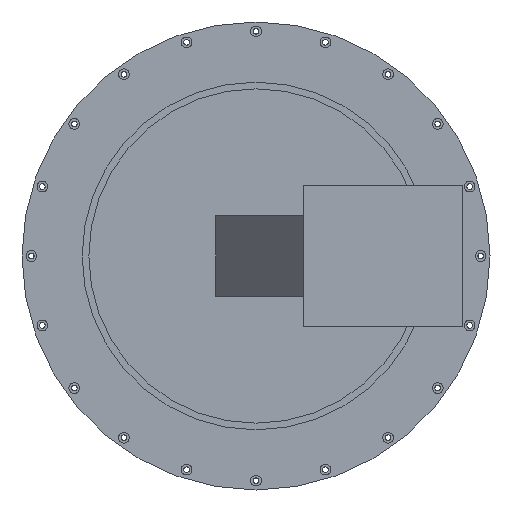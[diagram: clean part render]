
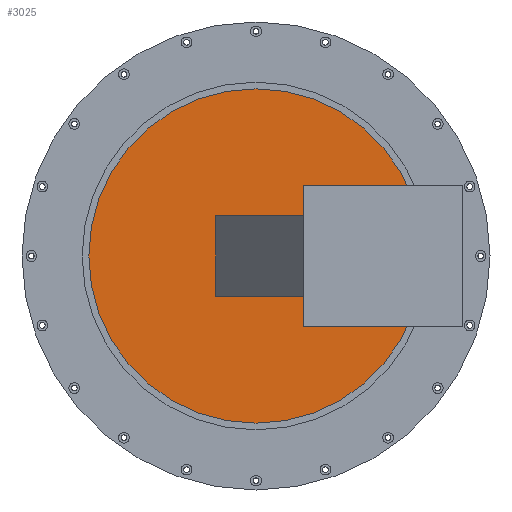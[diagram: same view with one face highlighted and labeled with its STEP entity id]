
A CAD part, front view. The second image highlights one B-rep face of the part: STEP entity #3025.
In plain terms, the highlighted planar face has unit normal (0, -1, 0).
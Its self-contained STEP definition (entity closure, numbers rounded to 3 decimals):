
#2 = LINE ( 'NONE', #2289, #1569 ) ;
#55 = ORIENTED_EDGE ( 'NONE', *, *, #3365, .T. ) ;
#173 = VERTEX_POINT ( 'NONE', #2118 ) ;
#278 = AXIS2_PLACEMENT_3D ( 'NONE', #1420, #3327, #2383 ) ;
#282 = CIRCLE ( 'NONE', #278, 125. ) ;
#456 = CARTESIAN_POINT ( 'NONE',  ( 0., -190., 0. ) ) ;
#540 = VERTEX_POINT ( 'NONE', #3799 ) ;
#575 = EDGE_CURVE ( 'NONE', #1002, #173, #2822, .T. ) ;
#617 = DIRECTION ( 'NONE',  ( 0., 0., -1. ) ) ;
#738 = ORIENTED_EDGE ( 'NONE', *, *, #3893, .T. ) ;
#802 = DIRECTION ( 'NONE',  ( 0., 0., -1. ) ) ;
#915 = DIRECTION ( 'NONE',  ( 0., -1., 0. ) ) ;
#1002 = VERTEX_POINT ( 'NONE', #1313 ) ;
#1057 = ORIENTED_EDGE ( 'NONE', *, *, #3152, .T. ) ;
#1204 = DIRECTION ( 'NONE',  ( -1., 0., 0. ) ) ;
#1205 = FACE_OUTER_BOUND ( 'NONE', #2617, .T. ) ;
#1313 = CARTESIAN_POINT ( 'NONE',  ( 31.362, -190., -30. ) ) ;
#1318 = CARTESIAN_POINT ( 'NONE',  ( 0., -190., 0. ) ) ;
#1407 = CARTESIAN_POINT ( 'NONE',  ( 0., -190., -125. ) ) ;
#1420 = CARTESIAN_POINT ( 'NONE',  ( 0., -190., 0. ) ) ;
#1442 = AXIS2_PLACEMENT_3D ( 'NONE', #1318, #1959, #617 ) ;
#1482 = CARTESIAN_POINT ( 'NONE',  ( -30., -190., 30. ) ) ;
#1514 = VECTOR ( 'NONE', #802, 1000. ) ;
#1569 = VECTOR ( 'NONE', #3563, 1000. ) ;
#1661 = VECTOR ( 'NONE', #1204, 1000. ) ;
#1713 = CIRCLE ( 'NONE', #1442, 125. ) ;
#1959 = DIRECTION ( 'NONE',  ( 0., -1., 0. ) ) ;
#2100 = FACE_BOUND ( 'NONE', #3773, .T. ) ;
#2118 = CARTESIAN_POINT ( 'NONE',  ( -30., -190., -30. ) ) ;
#2203 = PLANE ( 'NONE',  #3004 ) ;
#2278 = CARTESIAN_POINT ( 'NONE',  ( -30., -190., 30. ) ) ;
#2289 = CARTESIAN_POINT ( 'NONE',  ( 31.362, -190., 30. ) ) ;
#2309 = ORIENTED_EDGE ( 'NONE', *, *, #575, .T. ) ;
#2383 = DIRECTION ( 'NONE',  ( 0., 0., -1. ) ) ;
#2448 = CARTESIAN_POINT ( 'NONE',  ( 31.362, -190., 30. ) ) ;
#2503 = CARTESIAN_POINT ( 'NONE',  ( 31.362, -190., -30. ) ) ;
#2617 = EDGE_LOOP ( 'NONE', ( #55, #1057 ) ) ;
#2702 = EDGE_CURVE ( 'NONE', #2782, #173, #2750, .T. ) ;
#2716 = ORIENTED_EDGE ( 'NONE', *, *, #2702, .F. ) ;
#2750 = LINE ( 'NONE', #1482, #1514 ) ;
#2782 = VERTEX_POINT ( 'NONE', #2278 ) ;
#2822 = LINE ( 'NONE', #2503, #1661 ) ;
#3004 = AXIS2_PLACEMENT_3D ( 'NONE', #456, #915, #3479 ) ;
#3017 = DIRECTION ( 'NONE',  ( 0., 0., -1. ) ) ;
#3025 = ADVANCED_FACE ( 'NONE', ( #1205, #2100 ), #2203, .T. ) ;
#3130 = VECTOR ( 'NONE', #3017, 1000. ) ;
#3152 = EDGE_CURVE ( 'NONE', #3948, #3164, #1713, .T. ) ;
#3164 = VERTEX_POINT ( 'NONE', #3223 ) ;
#3223 = CARTESIAN_POINT ( 'NONE',  ( 0., -190., 125. ) ) ;
#3327 = DIRECTION ( 'NONE',  ( 0., -1., 0. ) ) ;
#3365 = EDGE_CURVE ( 'NONE', #3164, #3948, #282, .T. ) ;
#3479 = DIRECTION ( 'NONE',  ( 0., 0., -1. ) ) ;
#3563 = DIRECTION ( 'NONE',  ( -1., 0., 0. ) ) ;
#3773 = EDGE_LOOP ( 'NONE', ( #738, #2309, #2716, #3821 ) ) ;
#3799 = CARTESIAN_POINT ( 'NONE',  ( 31.362, -190., 30. ) ) ;
#3821 = ORIENTED_EDGE ( 'NONE', *, *, #4104, .F. ) ;
#3893 = EDGE_CURVE ( 'NONE', #540, #1002, #4040, .T. ) ;
#3948 = VERTEX_POINT ( 'NONE', #1407 ) ;
#4040 = LINE ( 'NONE', #2448, #3130 ) ;
#4104 = EDGE_CURVE ( 'NONE', #540, #2782, #2, .T. ) ;
